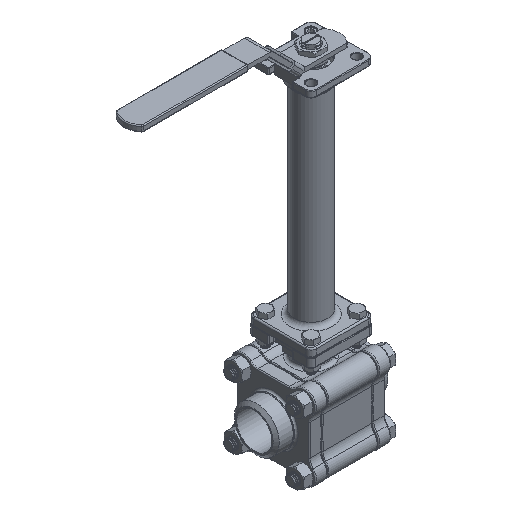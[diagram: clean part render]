
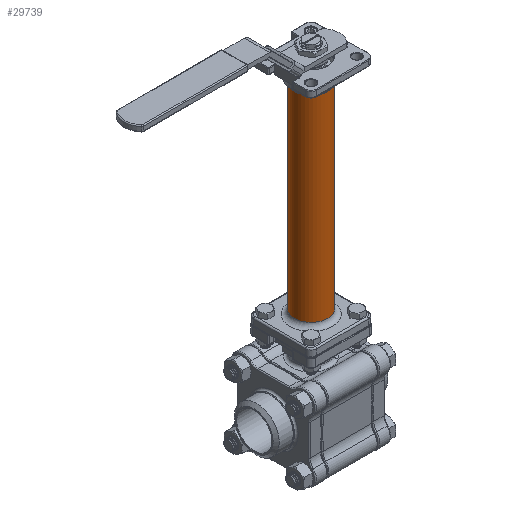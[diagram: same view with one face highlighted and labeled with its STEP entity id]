
A CAD part, isometric view. The second image highlights one B-rep face of the part: STEP entity #29739.
In plain terms, the highlighted cylindrical face has radius 18 mm (diameter 36 mm), a full revolution.
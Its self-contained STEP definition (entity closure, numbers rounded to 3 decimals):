
#2516=FACE_OUTER_BOUND('',#4345,.T.);
#4345=EDGE_LOOP('',(#20473,#20474,#20475,#20476));
#6085=CIRCLE('',#31686,18.);
#6086=CIRCLE('',#31687,18.);
#8595=LINE('',#59086,#10227);
#10227=VECTOR('',#35684,18.);
#12295=VERTEX_POINT('',#59083);
#12296=VERTEX_POINT('',#59085);
#15497=EDGE_CURVE('',#12295,#12295,#6085,.T.);
#15498=EDGE_CURVE('',#12295,#12296,#8595,.T.);
#15499=EDGE_CURVE('',#12296,#12296,#6086,.T.);
#20473=ORIENTED_EDGE('',*,*,#15497,.T.);
#20474=ORIENTED_EDGE('',*,*,#15498,.T.);
#20475=ORIENTED_EDGE('',*,*,#15499,.T.);
#20476=ORIENTED_EDGE('',*,*,#15498,.F.);
#28906=CYLINDRICAL_SURFACE('',#31685,18.);
#29739=ADVANCED_FACE('',(#2516),#28906,.T.);
#31685=AXIS2_PLACEMENT_3D('',#59082,#35680,#35681);
#31686=AXIS2_PLACEMENT_3D('',#59084,#35682,#35683);
#31687=AXIS2_PLACEMENT_3D('',#59087,#35685,#35686);
#35680=DIRECTION('center_axis',(0.,0.,
-1.));
#35681=DIRECTION('ref_axis',(0.,1.,0.));
#35682=DIRECTION('center_axis',(0.,0.,
1.));
#35683=DIRECTION('ref_axis',(0.,1.,0.));
#35684=DIRECTION('',(0.,0.,1.));
#35685=DIRECTION('center_axis',(0.,0.,
-1.));
#35686=DIRECTION('ref_axis',(0.,1.,0.));
#59082=CARTESIAN_POINT('Origin',(15.989,0.,
-945.989));
#59083=CARTESIAN_POINT('',(15.989,-18.,67.511));
#59084=CARTESIAN_POINT('Origin',(15.989,0.,67.511));
#59085=CARTESIAN_POINT('',(15.989,-18.,279.897));
#59086=CARTESIAN_POINT('',(15.989,-18.,-945.989));
#59087=CARTESIAN_POINT('Origin',(15.989,0.,
279.897));
